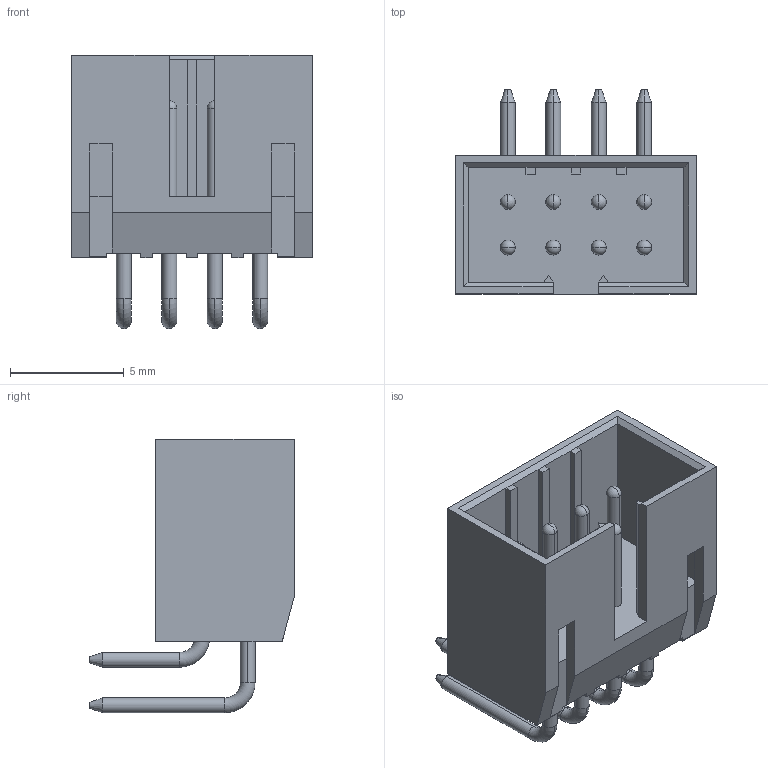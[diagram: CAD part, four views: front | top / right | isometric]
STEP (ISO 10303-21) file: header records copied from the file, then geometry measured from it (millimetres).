
FILE_DESCRIPTION (( 'STEP AP214' ), '1' );
FILE_NAME ('F0JL24-S08RD000-01-REF .STEP', '2025-08-14T02:21:56', ( '' ), ( '' ), 'SwSTEP 2.0', 'SolidWorks 2021', '' );
FILE_SCHEMA (( 'AUTOMOTIVE_DESIGN' ));
Length unit declared in the file: millimetre
Products named in the file (1): F0JL24-S08RD000-01-REF 
Bounding box: 10.6 x 9 x 12.03 mm (x, y, z)
Volume: 287.4 mm3; surface area: 785.3 mm2
Topology: 1 solids, 1 shells, 163 faces, 421 edges, 256 vertices
Faces by surface type: plane 75, cylinder 40, torus 16, sphere 16, cone 16
Entity records: 4725 total; most frequent: DIRECTION 861, CARTESIAN_POINT 793, ORIENTED_EDGE 778, EDGE_CURVE 389, AXIS2_PLACEMENT_3D 308, LINE 245, VECTOR 245, VERTEX_POINT 240
